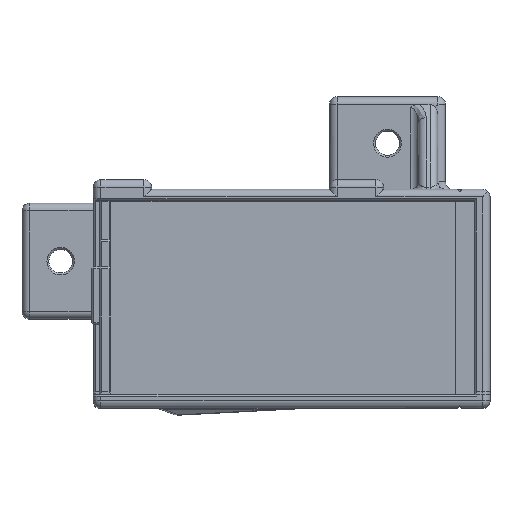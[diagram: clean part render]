
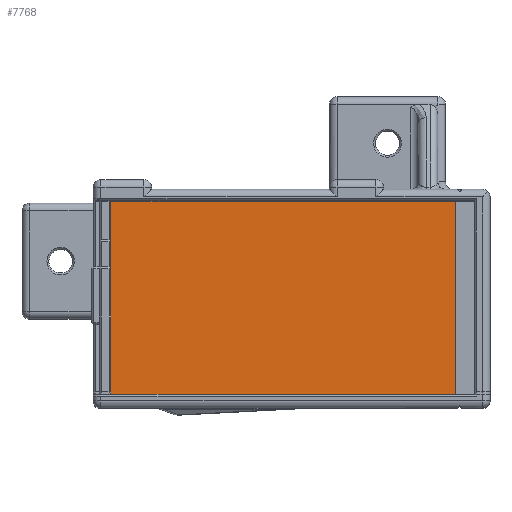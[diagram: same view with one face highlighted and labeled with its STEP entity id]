
A CAD part, top view. The second image highlights one B-rep face of the part: STEP entity #7768.
In plain terms, the highlighted planar face has unit normal (0, 0, 1).
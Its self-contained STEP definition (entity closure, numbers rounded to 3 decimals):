
#458=FACE_BOUND('',#1603,.T.);
#663=PLANE('',#8189);
#1127=FACE_OUTER_BOUND('',#1602,.T.);
#1602=EDGE_LOOP('',(#6934,#6935,#6936,#6937,#6938,#6939,#6940,#6941,#6942,
#6943,#6944,#6945));
#1603=EDGE_LOOP('',(#6946,#6947,#6948,#6949));
#1716=LINE('',#10094,#2457);
#1864=LINE('',#10448,#2605);
#1873=LINE('',#10464,#2614);
#1878=LINE('',#10478,#2619);
#1896=LINE('',#10515,#2637);
#1900=LINE('',#10523,#2641);
#1904=LINE('',#10530,#2645);
#2210=LINE('',#13684,#2951);
#2221=LINE('',#13707,#2962);
#2241=LINE('',#13748,#2982);
#2259=LINE('',#13862,#3000);
#2261=LINE('',#13866,#3002);
#2262=LINE('',#13868,#3003);
#2334=LINE('',#14062,#3075);
#2457=VECTOR('',#8386,10.);
#2605=VECTOR('',#8730,1.);
#2614=VECTOR('',#8745,10.);
#2619=VECTOR('',#8758,10.);
#2637=VECTOR('',#8802,10.);
#2641=VECTOR('',#8806,10.);
#2645=VECTOR('',#8810,10.);
#2951=VECTOR('',#9270,10.);
#2962=VECTOR('',#9287,1.);
#2982=VECTOR('',#9335,10.);
#3000=VECTOR('',#9407,10.);
#3002=VECTOR('',#9411,10.);
#3003=VECTOR('',#9414,10.);
#3075=VECTOR('',#9622,10.);
#3211=CIRCLE('',#7983,2.85);
#3213=CIRCLE('',#7987,2.85);
#3313=VERTEX_POINT('',#10092);
#3314=VERTEX_POINT('',#10093);
#3421=VERTEX_POINT('',#10446);
#3422=VERTEX_POINT('',#10447);
#3425=VERTEX_POINT('',#10462);
#3426=VERTEX_POINT('',#10463);
#3429=VERTEX_POINT('',#10471);
#3431=VERTEX_POINT('',#10477);
#3437=VERTEX_POINT('',#10514);
#3440=VERTEX_POINT('',#10520);
#3441=VERTEX_POINT('',#10522);
#3444=VERTEX_POINT('',#10528);
#3833=VERTEX_POINT('',#13703);
#3835=VERTEX_POINT('',#13706);
#3855=VERTEX_POINT('',#13857);
#3856=VERTEX_POINT('',#13864);
#4011=EDGE_CURVE('',#3313,#3314,#1716,.T.);
#4185=EDGE_CURVE('',#3421,#3422,#1864,.T.);
#4194=EDGE_CURVE('',#3425,#3426,#1873,.T.);
#4198=EDGE_CURVE('',#3426,#3429,#3211,.T.);
#4201=EDGE_CURVE('',#3429,#3431,#1878,.T.);
#4204=EDGE_CURVE('',#3431,#3425,#3213,.T.);
#4221=EDGE_CURVE('',#3314,#3437,#1896,.T.);
#4225=EDGE_CURVE('',#3440,#3441,#1900,.T.);
#4229=EDGE_CURVE('',#3444,#3421,#1904,.T.);
#4781=EDGE_CURVE('',#3437,#3440,#2210,.T.);
#4792=EDGE_CURVE('',#3835,#3833,#2221,.T.);
#4813=EDGE_CURVE('',#3441,#3833,#2241,.F.);
#4844=EDGE_CURVE('',#3835,#3855,#2259,.T.);
#4846=EDGE_CURVE('',#3856,#3855,#2261,.T.);
#4847=EDGE_CURVE('',#3856,#3444,#2262,.F.);
#4936=EDGE_CURVE('',#3422,#3313,#2334,.T.);
#6934=ORIENTED_EDGE('',*,*,#4847,.F.);
#6935=ORIENTED_EDGE('',*,*,#4846,.T.);
#6936=ORIENTED_EDGE('',*,*,#4844,.F.);
#6937=ORIENTED_EDGE('',*,*,#4792,.T.);
#6938=ORIENTED_EDGE('',*,*,#4813,.F.);
#6939=ORIENTED_EDGE('',*,*,#4225,.F.);
#6940=ORIENTED_EDGE('',*,*,#4781,.F.);
#6941=ORIENTED_EDGE('',*,*,#4221,.F.);
#6942=ORIENTED_EDGE('',*,*,#4011,.F.);
#6943=ORIENTED_EDGE('',*,*,#4936,.F.);
#6944=ORIENTED_EDGE('',*,*,#4185,.F.);
#6945=ORIENTED_EDGE('',*,*,#4229,.F.);
#6946=ORIENTED_EDGE('',*,*,#4204,.T.);
#6947=ORIENTED_EDGE('',*,*,#4194,.T.);
#6948=ORIENTED_EDGE('',*,*,#4198,.T.);
#6949=ORIENTED_EDGE('',*,*,#4201,.T.);
#7768=ADVANCED_FACE('',(#1127,#458),#663,.T.);
#7983=AXIS2_PLACEMENT_3D('',#10472,#8751,#8752);
#7987=AXIS2_PLACEMENT_3D('',#10483,#8763,#8764);
#8189=AXIS2_PLACEMENT_3D('',#14061,#9620,#9621);
#8386=DIRECTION('',(0.,-1.,0.));
#8730=DIRECTION('',(0.,1.,0.));
#8745=DIRECTION('',(0.,1.,0.));
#8751=DIRECTION('center_axis',(0.,0.,-1.));
#8752=DIRECTION('ref_axis',(0.,-1.,0.));
#8758=DIRECTION('',(0.,-1.,0.));
#8763=DIRECTION('center_axis',(0.,0.,-1.));
#8764=DIRECTION('ref_axis',(0.,1.,0.));
#8802=DIRECTION('',(-1.,0.,0.));
#8806=DIRECTION('',(-1.,0.,0.));
#8810=DIRECTION('',(-1.,0.,0.));
#9270=DIRECTION('',(-1.,0.,0.));
#9287=DIRECTION('',(0.,1.,0.));
#9335=DIRECTION('',(0.707,0.707,0.));
#9407=DIRECTION('',(-1.,0.,0.));
#9411=DIRECTION('',(0.,-1.,0.));
#9414=DIRECTION('',(0.707,-0.707,0.));
#9620=DIRECTION('center_axis',(0.,0.,1.));
#9621=DIRECTION('ref_axis',(1.,0.,0.));
#9622=DIRECTION('',(1.,0.,0.));
#10092=CARTESIAN_POINT('',(436.52,-28.001,578.));
#10093=CARTESIAN_POINT('',(436.52,-78.001,578.));
#10094=CARTESIAN_POINT('',(436.52,-64.991,578.));
#10446=CARTESIAN_POINT('',(340.5,-78.001,578.));
#10447=CARTESIAN_POINT('',(340.5,-28.001,578.));
#10448=CARTESIAN_POINT('',(340.5,-77.321,578.));
#10462=CARTESIAN_POINT('',(429.82,-66.789,578.));
#10463=CARTESIAN_POINT('',(429.82,-54.789,578.));
#10464=CARTESIAN_POINT('',(429.82,-72.055,578.));
#10471=CARTESIAN_POINT('',(435.52,-54.789,578.));
#10472=CARTESIAN_POINT('Origin',(432.67,-54.789,578.));
#10477=CARTESIAN_POINT('',(435.52,-66.789,578.));
#10478=CARTESIAN_POINT('',(435.52,-66.055,578.));
#10483=CARTESIAN_POINT('Origin',(432.67,-66.789,578.));
#10514=CARTESIAN_POINT('',(416.,-78.001,578.));
#10515=CARTESIAN_POINT('',(386.76,-78.001,578.));
#10520=CARTESIAN_POINT('',(387.5,-78.001,578.));
#10522=CARTESIAN_POINT('',(364.5,-78.001,578.));
#10523=CARTESIAN_POINT('',(386.76,-78.001,578.));
#10528=CARTESIAN_POINT('',(344.2,-78.001,578.));
#10530=CARTESIAN_POINT('',(386.76,-78.001,578.));
#13684=CARTESIAN_POINT('',(386.76,-78.001,578.));
#13703=CARTESIAN_POINT('',(364.,-78.501,578.));
#13706=CARTESIAN_POINT('',(364.,-81.181,578.));
#13707=CARTESIAN_POINT('',(364.,-81.681,578.));
#13748=CARTESIAN_POINT('',(363.33,-79.171,578.));
#13857=CARTESIAN_POINT('',(344.7,-81.181,578.));
#13862=CARTESIAN_POINT('',(434.01,-81.181,578.));
#13864=CARTESIAN_POINT('',(344.7,-78.501,578.));
#13866=CARTESIAN_POINT('',(344.7,-79.841,578.));
#13868=CARTESIAN_POINT('',(365.655,-99.456,578.));
#14061=CARTESIAN_POINT('Origin',(429.52,-78.001,578.));
#14062=CARTESIAN_POINT('',(417.66,-28.001,578.));
